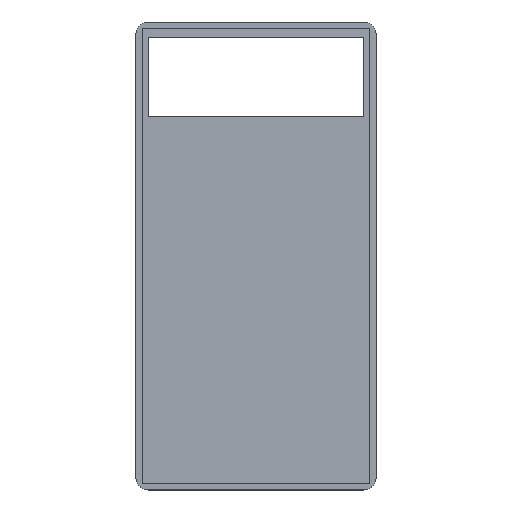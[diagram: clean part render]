
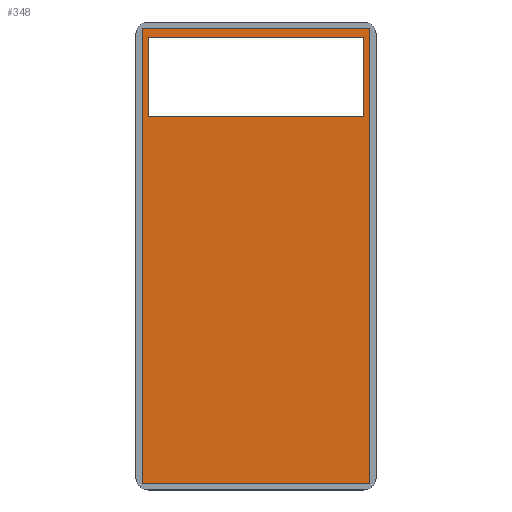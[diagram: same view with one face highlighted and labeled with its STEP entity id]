
A CAD part, top view. The second image highlights one B-rep face of the part: STEP entity #348.
In plain terms, the highlighted planar face has unit normal (0, 0, 1).
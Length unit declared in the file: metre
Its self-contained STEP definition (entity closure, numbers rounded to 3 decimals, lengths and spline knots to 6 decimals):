
#68=ORIENTED_EDGE('',*,*,#152,.T.);
#69=ORIENTED_EDGE('',*,*,#153,.T.);
#70=ORIENTED_EDGE('',*,*,#154,.T.);
#71=ORIENTED_EDGE('',*,*,#155,.F.);
#72=ORIENTED_EDGE('',*,*,#134,.F.);
#73=ORIENTED_EDGE('',*,*,#138,.T.);
#74=ORIENTED_EDGE('',*,*,#141,.F.);
#75=ORIENTED_EDGE('',*,*,#143,.T.);
#134=EDGE_CURVE('',#182,#183,#214,.T.);
#138=EDGE_CURVE('',#182,#185,#218,.T.);
#141=EDGE_CURVE('',#187,#185,#221,.T.);
#143=EDGE_CURVE('',#187,#183,#223,.T.);
#152=EDGE_CURVE('',#192,#193,#228,.T.);
#153=EDGE_CURVE('',#193,#194,#229,.T.);
#154=EDGE_CURVE('',#194,#195,#230,.T.);
#155=EDGE_CURVE('',#192,#195,#231,.T.);
#182=VERTEX_POINT('',#527);
#183=VERTEX_POINT('',#529);
#185=VERTEX_POINT('',#535);
#187=VERTEX_POINT('',#541);
#192=VERTEX_POINT('',#562);
#193=VERTEX_POINT('',#563);
#194=VERTEX_POINT('',#565);
#195=VERTEX_POINT('',#567);
#214=LINE('',#528,#254);
#218=LINE('',#536,#258);
#221=LINE('',#542,#261);
#223=LINE('',#545,#263);
#228=LINE('',#561,#268);
#229=LINE('',#564,#269);
#230=LINE('',#566,#270);
#231=LINE('',#568,#271);
#254=VECTOR('',#422,1.);
#258=VECTOR('',#428,1.);
#261=VECTOR('',#433,1.);
#263=VECTOR('',#437,1.);
#268=VECTOR('',#456,1.);
#269=VECTOR('',#457,1.);
#270=VECTOR('',#458,1.);
#271=VECTOR('',#459,1.);
#290=EDGE_LOOP('',(#68,#69,#70,#71));
#291=EDGE_LOOP('',(#72,#73,#74,#75));
#312=FACE_BOUND('',#290,.T.);
#313=FACE_BOUND('',#291,.T.);
#333=PLANE('',#384);
#348=ADVANCED_FACE('',(#312,#313),#333,.F.);
#384=AXIS2_PLACEMENT_3D('',#560,#454,#455);
#422=DIRECTION('',(0.,-1.,0.));
#428=DIRECTION('',(-1.,0.,0.));
#433=DIRECTION('',(0.,1.,0.));
#437=DIRECTION('',(1.,0.,0.));
#454=DIRECTION('',(0.,0.,-1.));
#455=DIRECTION('',(1.,0.,0.));
#456=DIRECTION('',(1.,0.,0.));
#457=DIRECTION('',(0.,-1.,0.));
#458=DIRECTION('',(-1.,0.,0.));
#459=DIRECTION('',(0.,-1.,0.));
#527=CARTESIAN_POINT('',(0.16002,-0.01524,-0.00254));
#528=CARTESIAN_POINT('',(0.16002,-0.195394,-0.00254));
#529=CARTESIAN_POINT('',(0.16002,-0.19812,-0.00254));
#535=CARTESIAN_POINT('',(0.06858,-0.01524,-0.00254));
#536=CARTESIAN_POINT('',(0.15875,-0.01524,-0.00254));
#541=CARTESIAN_POINT('',(0.06858,-0.19812,-0.00254));
#542=CARTESIAN_POINT('',(0.06858,-0.01651,-0.00254));
#545=CARTESIAN_POINT('',(0.06985,-0.19812,-0.00254));
#560=CARTESIAN_POINT('',(0.1143,-0.10668,-0.00254));
#561=CARTESIAN_POINT('',(0.1143,-0.01905,-0.00254));
#562=CARTESIAN_POINT('',(0.07112,-0.01905,-0.00254));
#563=CARTESIAN_POINT('',(0.15748,-0.01905,-0.00254));
#564=CARTESIAN_POINT('',(0.15748,-0.034925,-0.00254));
#565=CARTESIAN_POINT('',(0.15748,-0.0508,-0.00254));
#566=CARTESIAN_POINT('',(0.1143,-0.0508,-0.00254));
#567=CARTESIAN_POINT('',(0.07112,-0.0508,-0.00254));
#568=CARTESIAN_POINT('',(0.07112,-0.034925,-0.00254));
